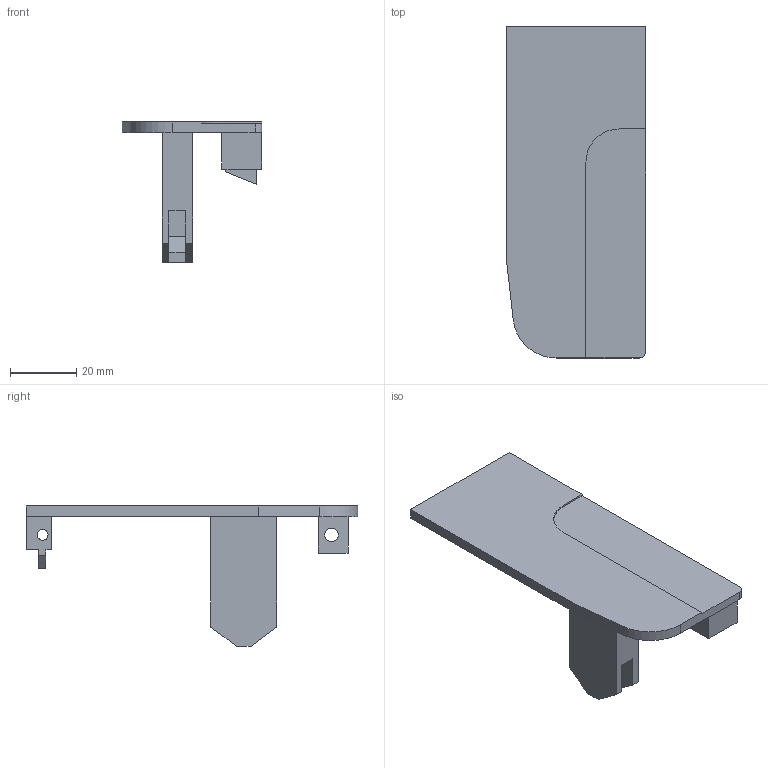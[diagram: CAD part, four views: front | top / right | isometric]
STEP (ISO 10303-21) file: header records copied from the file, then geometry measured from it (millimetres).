
FILE_DESCRIPTION (( 'STEP AP214' ), '1' );
FILE_NAME ('F000371,F000375-RIGHT_3D.step', '2022-10-10T14:00:16', ( '' ), ( '' ), 'SwSTEP 2.0', 'SolidWorks 2020', '' );
FILE_SCHEMA (( 'AUTOMOTIVE_DESIGN' ));
Length unit declared in the file: millimetre
Products named in the file (1): F000371,F000375-RIGHT_3D
Bounding box: 42 x 100 x 42.2 mm (x, y, z)
Volume: 16722.7 mm3; surface area: 13681.7 mm2
Topology: 1 solids, 1 shells, 65 faces, 189 edges, 126 vertices
Faces by surface type: plane 58, cylinder 7
Entity records: 2165 total; most frequent: CARTESIAN_POINT 381, ORIENTED_EDGE 378, DIRECTION 337, EDGE_CURVE 189, VECTOR 173, LINE 173, VERTEX_POINT 126, AXIS2_PLACEMENT_3D 82
